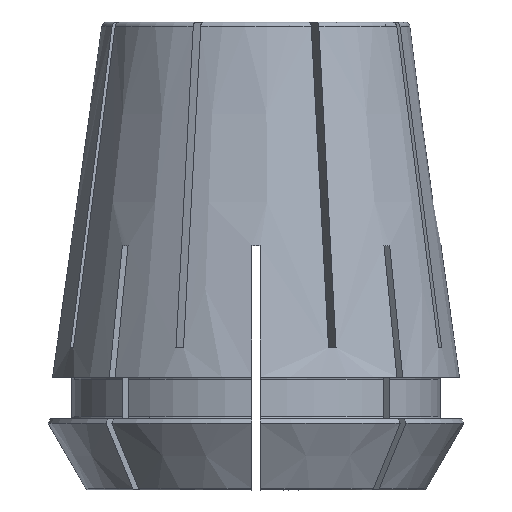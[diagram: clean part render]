
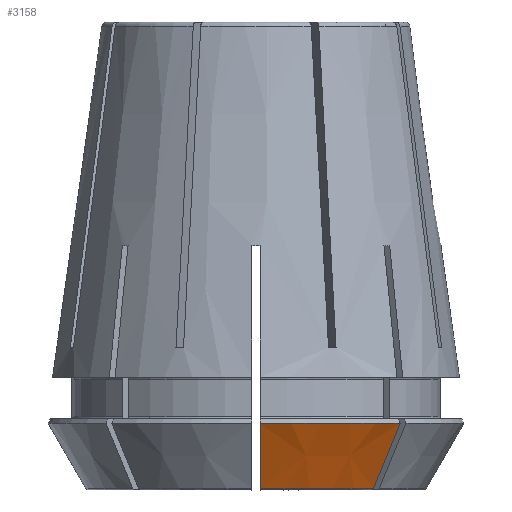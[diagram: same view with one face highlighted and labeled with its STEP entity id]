
A CAD part, front view. The second image highlights one B-rep face of the part: STEP entity #3158.
In plain terms, the highlighted conical face has half-angle 30 degrees and reference radius 20.446 mm.
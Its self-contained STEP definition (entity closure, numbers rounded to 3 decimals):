
#22=CONICAL_SURFACE('',#3425,20.446,0.524);
#123=B_SPLINE_CURVE_WITH_KNOTS('',3,(#5294,#5295,#5296,#5297),
 .UNSPECIFIED.,.F.,.F.,(4,4),(0.,0.007),
 .UNSPECIFIED.);
#124=B_SPLINE_CURVE_WITH_KNOTS('',3,(#5301,#5302,#5303,#5304),
 .UNSPECIFIED.,.F.,.F.,(4,4),(0.018,0.026),
 .UNSPECIFIED.);
#314=CIRCLE('',#3426,16.731);
#315=CIRCLE('',#3427,20.446);
#731=ORIENTED_EDGE('',*,*,#1678,.T.);
#732=ORIENTED_EDGE('',*,*,#1679,.T.);
#733=ORIENTED_EDGE('',*,*,#1680,.F.);
#734=ORIENTED_EDGE('',*,*,#1681,.T.);
#1678=EDGE_CURVE('',#2132,#2133,#314,.T.);
#1679=EDGE_CURVE('',#2133,#2134,#123,.T.);
#1680=EDGE_CURVE('',#2135,#2134,#315,.T.);
#1681=EDGE_CURVE('',#2135,#2132,#124,.T.);
#2132=VERTEX_POINT('',#5292);
#2133=VERTEX_POINT('',#5293);
#2134=VERTEX_POINT('',#5298);
#2135=VERTEX_POINT('',#5300);
#2726=EDGE_LOOP('',(#731,#732,#733,#734));
#2898=FACE_BOUND('',#2726,.T.);
#3158=ADVANCED_FACE('',(#2898),#22,.T.);
#3425=AXIS2_PLACEMENT_3D('',#5290,#4032,#4033);
#3426=AXIS2_PLACEMENT_3D('',#5291,#4034,#4035);
#3427=AXIS2_PLACEMENT_3D('',#5299,#4036,#4037);
#4032=DIRECTION('',(0.,0.,1.));
#4033=DIRECTION('',(1.,0.,0.));
#4034=DIRECTION('',(0.,0.,1.));
#4035=DIRECTION('',(1.,0.,0.));
#4036=DIRECTION('',(0.,0.,1.));
#4037=DIRECTION('',(1.,0.,0.));
#5290=CARTESIAN_POINT('',(0.,0.,6.761));
#5291=CARTESIAN_POINT('',(0.,0.,0.325));
#5292=CARTESIAN_POINT('',(0.4,-16.726,0.325));
#5293=CARTESIAN_POINT('',(11.544,-12.11,0.325));
#5294=CARTESIAN_POINT('',(11.544,-12.11,0.325));
#5295=CARTESIAN_POINT('',(12.42,-12.986,2.47));
#5296=CARTESIAN_POINT('',(13.296,-13.862,4.615));
#5297=CARTESIAN_POINT('',(14.172,-14.738,6.761));
#5298=CARTESIAN_POINT('',(14.172,-14.738,6.761));
#5299=CARTESIAN_POINT('',(0.,0.,6.761));
#5300=CARTESIAN_POINT('',(0.4,-20.442,6.761));
#5301=CARTESIAN_POINT('',(0.4,-20.442,6.761));
#5302=CARTESIAN_POINT('',(0.4,-19.204,4.615));
#5303=CARTESIAN_POINT('',(0.4,-17.965,2.47));
#5304=CARTESIAN_POINT('',(0.4,-16.726,0.325));
